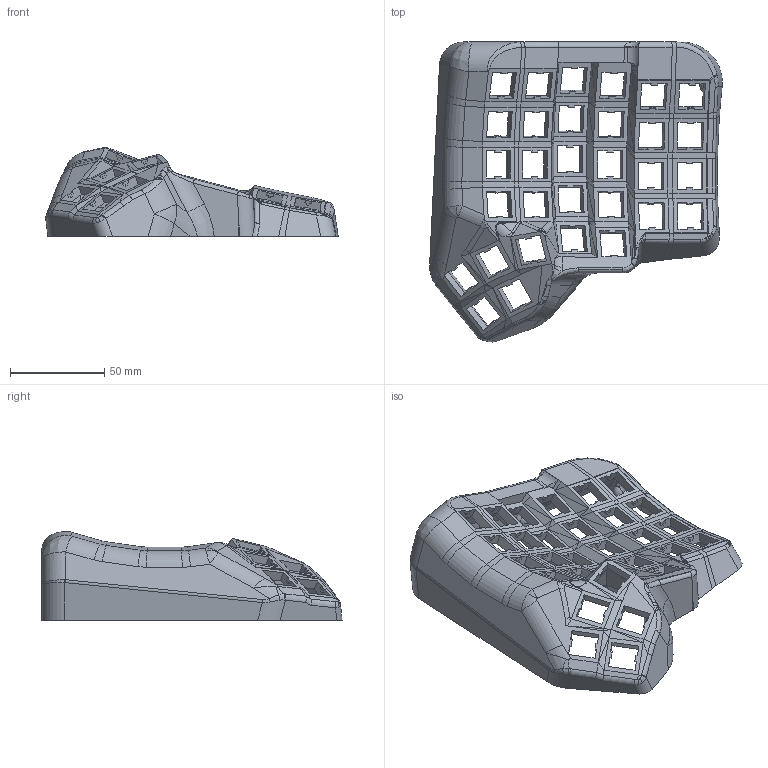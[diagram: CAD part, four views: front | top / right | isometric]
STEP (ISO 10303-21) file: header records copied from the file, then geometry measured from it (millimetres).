
FILE_DESCRIPTION(('HOOPS Exchange Step'),'2;1');
FILE_NAME('temp_export','2022-04-16T14:11:14-07:00',('mobile'),('Shapr3D Limited'),'HOOPS Exchange 2021.2','Shapr3D','Authorized');
FILE_SCHEMA( ('AP203_CONFIGURATION_CONTROLLED_3D_DESIGN_OF_MECHANICAL_PARTS_AND_ASSEMBLIES_MIM_LF') );
Length unit declared in the file: millimetre
Products named in the file (1): Case
Bounding box: 155.39 x 159.31 x 47.11 mm (x, y, z)
Volume: 137179.3 mm3; surface area: 62331.2 mm2
Topology: 1 solids, 1 shells, 1282 faces, 3449 edges, 2163 vertices
Faces by surface type: plane 1043, cylinder 136, bspline 74, sphere 20, torus 9
Full cylindrical faces by diameter (mm): 3 x7
Entity records: 51241 total; most frequent: CARTESIAN_POINT 19380, ORIENTED_EDGE 6874, DIRECTION 6137, EDGE_CURVE 3437, VECTOR 2905, LINE 2905, VERTEX_POINT 2163, AXIS2_PLACEMENT_3D 1616
